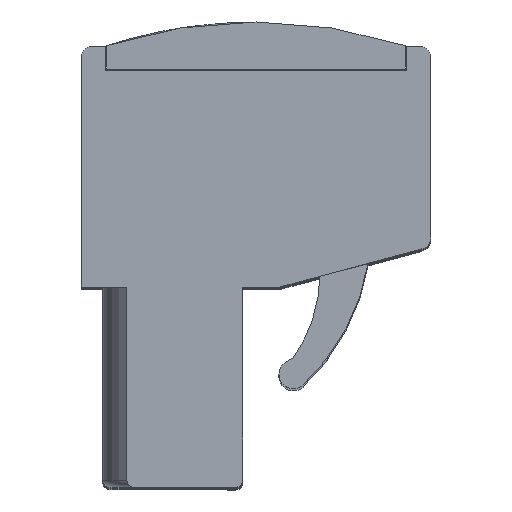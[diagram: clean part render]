
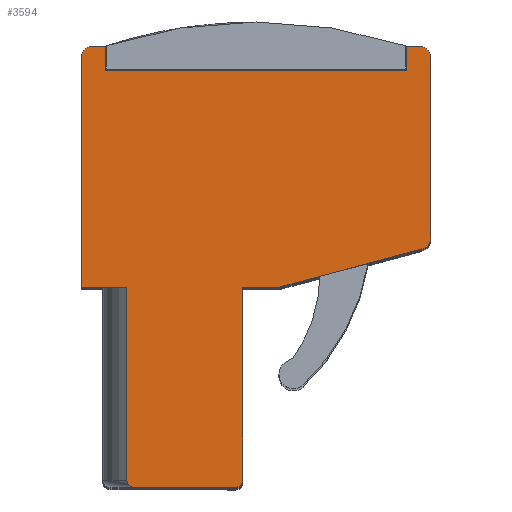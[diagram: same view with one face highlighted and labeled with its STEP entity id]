
A CAD part, top view. The second image highlights one B-rep face of the part: STEP entity #3594.
In plain terms, the highlighted planar face has unit normal (0, 0, 1).
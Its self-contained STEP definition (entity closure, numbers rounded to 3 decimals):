
#38 = CIRCLE ( 'NONE', #7433, 0.3 ) ;
#114 = EDGE_CURVE ( 'NONE', #7484, #10646, #2711, .T. ) ;
#159 = VERTEX_POINT ( 'NONE', #1203 ) ;
#179 = DIRECTION ( 'NONE',  ( 1., 0., 0. ) ) ;
#234 = VERTEX_POINT ( 'NONE', #1243 ) ;
#244 = DIRECTION ( 'NONE',  ( 1., 0., 0. ) ) ;
#314 = DIRECTION ( 'NONE',  ( 1., 0., 0. ) ) ;
#379 = ORIENTED_EDGE ( 'NONE', *, *, #10406, .T. ) ;
#428 = CARTESIAN_POINT ( 'NONE',  ( -3.3, 18.3, 2.54 ) ) ;
#453 = VERTEX_POINT ( 'NONE', #428 ) ;
#482 = CARTESIAN_POINT ( 'NONE',  ( 2.6, 0.3, 2.54 ) ) ;
#539 = CARTESIAN_POINT ( 'NONE',  ( 10.7, 9.988, 2.54 ) ) ;
#775 = LINE ( 'NONE', #11496, #12525 ) ;
#907 = AXIS2_PLACEMENT_3D ( 'NONE', #13868, #7071, #244 ) ;
#1000 = CARTESIAN_POINT ( 'NONE',  ( -2.8, 18.3, 2.54 ) ) ;
#1203 = CARTESIAN_POINT ( 'NONE',  ( -2.8, 18.3, 2.54 ) ) ;
#1212 = EDGE_CURVE ( 'NONE', #8832, #5138, #11617, .T. ) ;
#1243 = CARTESIAN_POINT ( 'NONE',  ( -3.8, 17.8, 2.54 ) ) ;
#1275 = ORIENTED_EDGE ( 'NONE', *, *, #1543, .T. ) ;
#1432 = ORIENTED_EDGE ( 'NONE', *, *, #3778, .F. ) ;
#1543 = EDGE_CURVE ( 'NONE', #234, #8568, #3771, .T. ) ;
#1621 = DIRECTION ( 'NONE',  ( 1., 0., 0. ) ) ;
#1649 = DIRECTION ( 'NONE',  ( -1., 0., 0. ) ) ;
#1802 = DIRECTION ( 'NONE',  ( -1., 0., 0. ) ) ;
#1839 = ORIENTED_EDGE ( 'NONE', *, *, #11466, .F. ) ;
#1939 = LINE ( 'NONE', #8124, #10286 ) ;
#2044 = LINE ( 'NONE', #1000, #7338 ) ;
#2091 = CARTESIAN_POINT ( 'NONE',  ( -1.9, 0.3, 2.54 ) ) ;
#2143 = DIRECTION ( 'NONE',  ( 0., -1., 0. ) ) ;
#2192 = DIRECTION ( 'NONE',  ( -1., 0., 0. ) ) ;
#2219 = CARTESIAN_POINT ( 'NONE',  ( 4.4, 8.3, 2.54 ) ) ;
#2255 = LINE ( 'NONE', #12789, #5229 ) ;
#2430 = VECTOR ( 'NONE', #12993, 1000. ) ;
#2620 = DIRECTION ( 'NONE',  ( 0., 1., 0. ) ) ;
#2697 = CARTESIAN_POINT ( 'NONE',  ( 9.7, 17.3, 2.54 ) ) ;
#2711 = LINE ( 'NONE', #8960, #5338 ) ;
#2738 = CARTESIAN_POINT ( 'NONE',  ( 0., 0., 2.54 ) ) ;
#2779 = VERTEX_POINT ( 'NONE', #6713 ) ;
#2827 = CARTESIAN_POINT ( 'NONE',  ( 10.329, 9.889, 2.54 ) ) ;
#2917 = EDGE_CURVE ( 'NONE', #4478, #12676, #1939, .T. ) ;
#2948 = DIRECTION ( 'NONE',  ( 0., 1., 0. ) ) ;
#2954 = DIRECTION ( 'NONE',  ( 0., 0., 1. ) ) ;
#2983 = CARTESIAN_POINT ( 'NONE',  ( 10.7, 10.372, 2.54 ) ) ;
#3245 = VERTEX_POINT ( 'NONE', #12403 ) ;
#3272 = VECTOR ( 'NONE', #5666, 1000. ) ;
#3288 = FACE_OUTER_BOUND ( 'NONE', #5866, .T. ) ;
#3397 = VERTEX_POINT ( 'NONE', #12614 ) ;
#3404 = VERTEX_POINT ( 'NONE', #8111 ) ;
#3421 = AXIS2_PLACEMENT_3D ( 'NONE', #482, #8403, #1621 ) ;
#3570 = ORIENTED_EDGE ( 'NONE', *, *, #11179, .T. ) ;
#3571 = DIRECTION ( 'NONE',  ( 1., 0., 0. ) ) ;
#3594 = ADVANCED_FACE ( 'NONE', ( #3288 ), #9498, .T. ) ;
#3601 = CARTESIAN_POINT ( 'NONE',  ( -2.8, 17.3, 2.54 ) ) ;
#3649 = VECTOR ( 'NONE', #1802, 1000. ) ;
#3771 = LINE ( 'NONE', #5385, #6422 ) ;
#3778 = EDGE_CURVE ( 'NONE', #159, #4478, #2044, .T. ) ;
#3789 = VECTOR ( 'NONE', #2948, 1000. ) ;
#3874 = DIRECTION ( 'NONE',  ( 1., 0., 0. ) ) ;
#4108 = EDGE_CURVE ( 'NONE', #7484, #8315, #7859, .T. ) ;
#4138 = ORIENTED_EDGE ( 'NONE', *, *, #114, .F. ) ;
#4478 = VERTEX_POINT ( 'NONE', #3601 ) ;
#4531 = CIRCLE ( 'NONE', #14641, 0.5 ) ;
#5002 = AXIS2_PLACEMENT_3D ( 'NONE', #2738, #10658, #3874 ) ;
#5138 = VERTEX_POINT ( 'NONE', #2983 ) ;
#5162 = EDGE_CURVE ( 'NONE', #3404, #11952, #14350, .T. ) ;
#5229 = VECTOR ( 'NONE', #2620, 1000. ) ;
#5338 = VECTOR ( 'NONE', #2192, 1000. ) ;
#5360 = LINE ( 'NONE', #8199, #14100 ) ;
#5385 = CARTESIAN_POINT ( 'NONE',  ( -3.8, 18.3, 2.54 ) ) ;
#5389 = CARTESIAN_POINT ( 'NONE',  ( 10.2, 17.8, 2.54 ) ) ;
#5452 = CARTESIAN_POINT ( 'NONE',  ( -1.6, 0.3, 2.54 ) ) ;
#5491 = ORIENTED_EDGE ( 'NONE', *, *, #11820, .F. ) ;
#5666 = DIRECTION ( 'NONE',  ( 0., 1., 0. ) ) ;
#5866 = EDGE_LOOP ( 'NONE', ( #5491, #8793, #4138, #8012, #379, #12587, #13742, #8474, #3570, #7897, #14046, #1839, #8558, #1432, #7715, #12146, #1275, #14067 ) ) ;
#6003 = VECTOR ( 'NONE', #1649, 1000. ) ;
#6422 = VECTOR ( 'NONE', #13340, 1000. ) ;
#6483 = LINE ( 'NONE', #539, #2430 ) ;
#6551 = DIRECTION ( 'NONE',  ( 1., 0., 0. ) ) ;
#6622 = DIRECTION ( 'NONE',  ( 1., 0., 0. ) ) ;
#6713 = CARTESIAN_POINT ( 'NONE',  ( 2.9, 8.3, 2.54 ) ) ;
#6859 = CARTESIAN_POINT ( 'NONE',  ( -3.8, 8.3, 2.54 ) ) ;
#7052 = EDGE_CURVE ( 'NONE', #11952, #3397, #7109, .T. ) ;
#7071 = DIRECTION ( 'NONE',  ( 0., 0., 1. ) ) ;
#7109 = LINE ( 'NONE', #7283, #6003 ) ;
#7139 = CARTESIAN_POINT ( 'NONE',  ( 2.6, 0., 2.54 ) ) ;
#7283 = CARTESIAN_POINT ( 'NONE',  ( 10.7, 18.3, 2.54 ) ) ;
#7338 = VECTOR ( 'NONE', #2143, 1000. ) ;
#7374 = CARTESIAN_POINT ( 'NONE',  ( 4.4, 8.3, 2.54 ) ) ;
#7433 = AXIS2_PLACEMENT_3D ( 'NONE', #5452, #13416, #6622 ) ;
#7484 = VERTEX_POINT ( 'NONE', #7139 ) ;
#7715 = ORIENTED_EDGE ( 'NONE', *, *, #10633, .T. ) ;
#7859 = CIRCLE ( 'NONE', #3421, 0.3 ) ;
#7897 = ORIENTED_EDGE ( 'NONE', *, *, #5162, .T. ) ;
#8012 = ORIENTED_EDGE ( 'NONE', *, *, #4108, .T. ) ;
#8111 = CARTESIAN_POINT ( 'NONE',  ( 10.7, 17.8, 2.54 ) ) ;
#8124 = CARTESIAN_POINT ( 'NONE',  ( -2.8, 17.3, 2.54 ) ) ;
#8199 = CARTESIAN_POINT ( 'NONE',  ( -3.8, 8.3, 2.54 ) ) ;
#8315 = VERTEX_POINT ( 'NONE', #10930 ) ;
#8403 = DIRECTION ( 'NONE',  ( 0., 0., 1. ) ) ;
#8474 = ORIENTED_EDGE ( 'NONE', *, *, #1212, .T. ) ;
#8558 = ORIENTED_EDGE ( 'NONE', *, *, #2917, .F. ) ;
#8568 = VERTEX_POINT ( 'NONE', #6859 ) ;
#8793 = ORIENTED_EDGE ( 'NONE', *, *, #11965, .T. ) ;
#8832 = VERTEX_POINT ( 'NONE', #2827 ) ;
#8960 = CARTESIAN_POINT ( 'NONE',  ( -1.9, 0., 2.54 ) ) ;
#9498 = PLANE ( 'NONE',  #5002 ) ;
#9721 = CARTESIAN_POINT ( 'NONE',  ( 10.7, 18.3, 2.54 ) ) ;
#9786 = CARTESIAN_POINT ( 'NONE',  ( -3.3, 17.8, 2.54 ) ) ;
#9854 = LINE ( 'NONE', #10886, #3789 ) ;
#10074 = EDGE_CURVE ( 'NONE', #453, #234, #4531, .T. ) ;
#10286 = VECTOR ( 'NONE', #179, 1000. ) ;
#10406 = EDGE_CURVE ( 'NONE', #8315, #2779, #2255, .T. ) ;
#10633 = EDGE_CURVE ( 'NONE', #159, #453, #12725, .T. ) ;
#10646 = VERTEX_POINT ( 'NONE', #12027 ) ;
#10658 = DIRECTION ( 'NONE',  ( 0., 0., 1. ) ) ;
#10886 = CARTESIAN_POINT ( 'NONE',  ( -1.9, 0., 2.54 ) ) ;
#10894 = DIRECTION ( 'NONE',  ( 1., 0., 0. ) ) ;
#10930 = CARTESIAN_POINT ( 'NONE',  ( 2.9, 0.3, 2.54 ) ) ;
#11082 = LINE ( 'NONE', #12516, #3272 ) ;
#11179 = EDGE_CURVE ( 'NONE', #5138, #3404, #6483, .T. ) ;
#11287 = LINE ( 'NONE', #7374, #14313 ) ;
#11321 = AXIS2_PLACEMENT_3D ( 'NONE', #5389, #13345, #6551 ) ;
#11394 = VERTEX_POINT ( 'NONE', #2091 ) ;
#11466 = EDGE_CURVE ( 'NONE', #12676, #3397, #11082, .T. ) ;
#11496 = CARTESIAN_POINT ( 'NONE',  ( -3.8, 8.3, 2.54 ) ) ;
#11517 = EDGE_CURVE ( 'NONE', #8568, #3245, #775, .T. ) ;
#11617 = CIRCLE ( 'NONE', #907, 0.5 ) ;
#11820 = EDGE_CURVE ( 'NONE', #11394, #3245, #9854, .T. ) ;
#11869 = DIRECTION ( 'NONE',  ( 0.966, 0.259, 0. ) ) ;
#11952 = VERTEX_POINT ( 'NONE', #13366 ) ;
#11965 = EDGE_CURVE ( 'NONE', #11394, #10646, #38, .T. ) ;
#12027 = CARTESIAN_POINT ( 'NONE',  ( -1.6, 0., 2.54 ) ) ;
#12146 = ORIENTED_EDGE ( 'NONE', *, *, #10074, .T. ) ;
#12403 = CARTESIAN_POINT ( 'NONE',  ( -1.9, 8.3, 2.54 ) ) ;
#12516 = CARTESIAN_POINT ( 'NONE',  ( 9.7, 18.3, 2.54 ) ) ;
#12525 = VECTOR ( 'NONE', #3571, 1000. ) ;
#12587 = ORIENTED_EDGE ( 'NONE', *, *, #13699, .T. ) ;
#12614 = CARTESIAN_POINT ( 'NONE',  ( 9.7, 18.3, 2.54 ) ) ;
#12676 = VERTEX_POINT ( 'NONE', #2697 ) ;
#12725 = LINE ( 'NONE', #9721, #3649 ) ;
#12789 = CARTESIAN_POINT ( 'NONE',  ( 2.9, 0., 2.54 ) ) ;
#12993 = DIRECTION ( 'NONE',  ( 0., 1., 0. ) ) ;
#13340 = DIRECTION ( 'NONE',  ( 0., -1., 0. ) ) ;
#13345 = DIRECTION ( 'NONE',  ( 0., 0., 1. ) ) ;
#13366 = CARTESIAN_POINT ( 'NONE',  ( 10.2, 18.3, 2.54 ) ) ;
#13416 = DIRECTION ( 'NONE',  ( 0., 0., 1. ) ) ;
#13699 = EDGE_CURVE ( 'NONE', #2779, #14164, #5360, .T. ) ;
#13742 = ORIENTED_EDGE ( 'NONE', *, *, #14468, .T. ) ;
#13868 = CARTESIAN_POINT ( 'NONE',  ( 10.2, 10.372, 2.54 ) ) ;
#14046 = ORIENTED_EDGE ( 'NONE', *, *, #7052, .T. ) ;
#14067 = ORIENTED_EDGE ( 'NONE', *, *, #11517, .T. ) ;
#14100 = VECTOR ( 'NONE', #314, 1000. ) ;
#14164 = VERTEX_POINT ( 'NONE', #2219 ) ;
#14313 = VECTOR ( 'NONE', #11869, 1000. ) ;
#14350 = CIRCLE ( 'NONE', #11321, 0.5 ) ;
#14468 = EDGE_CURVE ( 'NONE', #14164, #8832, #11287, .T. ) ;
#14641 = AXIS2_PLACEMENT_3D ( 'NONE', #9786, #2954, #10894 ) ;
